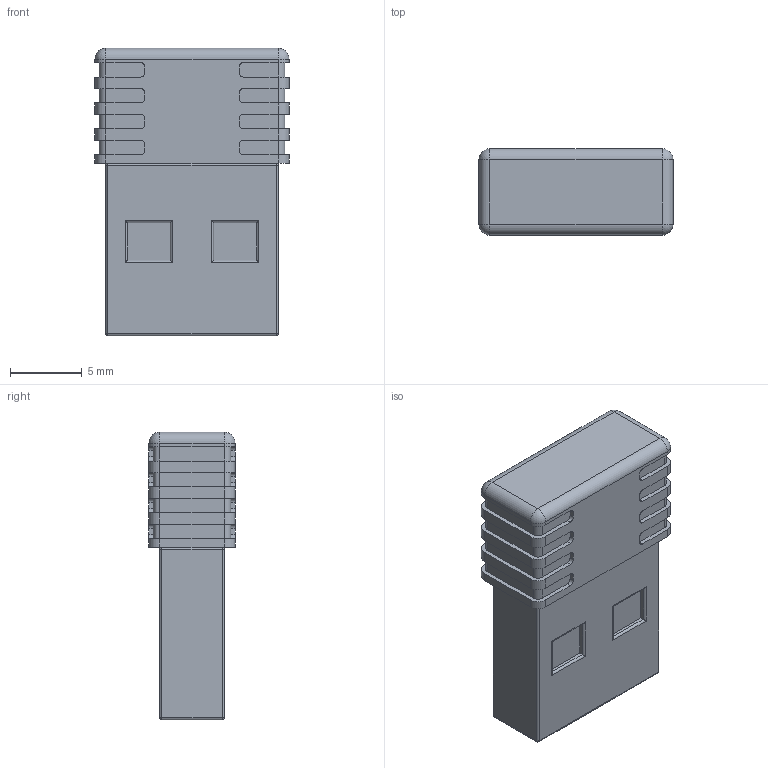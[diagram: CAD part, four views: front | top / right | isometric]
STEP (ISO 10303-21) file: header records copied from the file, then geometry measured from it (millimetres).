
FILE_DESCRIPTION((''),'2;1');
FILE_NAME('MINI_USB_WIFI_ADAPTER','2013-10-16T',('vnguye01'),('Harris Corporation'),'PRO/ENGINEER BY PARAMETRIC TECHNOLOGY CORPORATION, 2011330','PRO/ENGINEER BY PARAMETRIC TECHNOLOGY CORPORATION, 2011330','');
FILE_SCHEMA(('CONFIG_CONTROL_DESIGN'));
Length unit declared in the file: millimetre
Products named in the file (1): MINI_USB_WIFI_ADAPTER
Bounding box: 13.5 x 6 x 20 mm (x, y, z)
Volume: 1005.1 mm3; surface area: 1253.1 mm2
Topology: 1 solids, 1 shells, 269 faces, 725 edges, 438 vertices
Faces by surface type: plane 129, cylinder 116, sphere 20, bspline 4
Entity records: 11007 total; most frequent: CARTESIAN_POINT 2218, ORIENTED_EDGE 1418, DIRECTION 1401, EDGE_CURVE 709, VECTOR 487, LINE 487, AXIS2_PLACEMENT_3D 457, VERTEX_POINT 438
